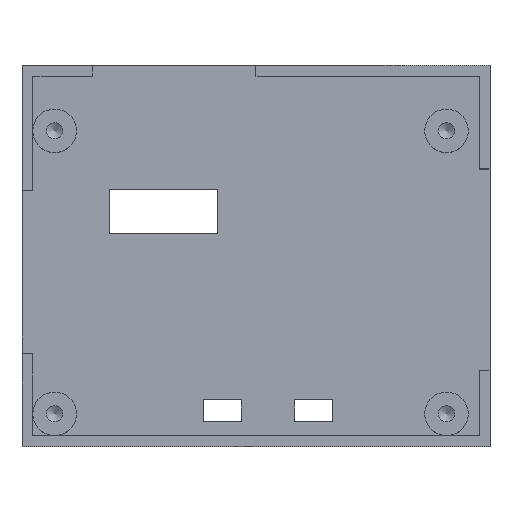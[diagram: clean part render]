
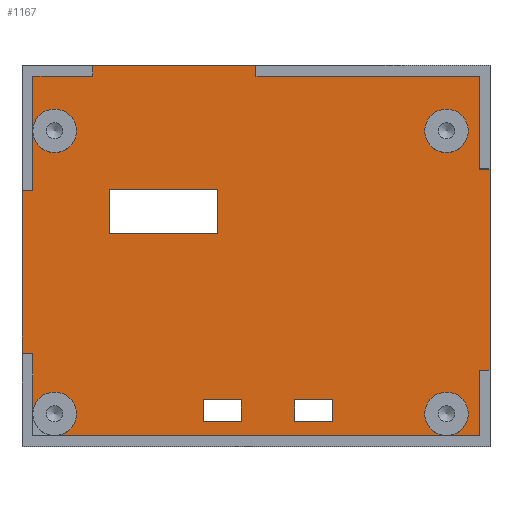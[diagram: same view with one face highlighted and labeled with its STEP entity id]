
A CAD part, top view. The second image highlights one B-rep face of the part: STEP entity #1167.
In plain terms, the highlighted planar face has unit normal (0, 0, 1).
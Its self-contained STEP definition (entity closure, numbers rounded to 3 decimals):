
#22=FACE_BOUND('',#178,.T.);
#23=FACE_BOUND('',#179,.T.);
#24=FACE_BOUND('',#180,.T.);
#25=FACE_BOUND('',#181,.T.);
#55=PLANE('',#1251);
#108=FACE_OUTER_BOUND('',#177,.T.);
#177=EDGE_LOOP('',(#919,#920,#921,#922,#923,#924,#925,#926,#927,#928,#929,
#930,#931,#932,#933,#934,#935,#936,#937,#938,#939,#940,#941));
#178=EDGE_LOOP('',(#942,#943,#944,#945));
#179=EDGE_LOOP('',(#946,#947,#948,#949));
#180=EDGE_LOOP('',(#950,#951,#952,#953));
#181=EDGE_LOOP('',(#954));
#225=CIRCLE('',#1222,2.);
#227=CIRCLE('',#1225,2.);
#228=CIRCLE('',#1252,2.);
#229=CIRCLE('',#1253,2.);
#230=CIRCLE('',#1254,2.);
#231=CIRCLE('',#1255,2.);
#263=LINE('',#1676,#406);
#266=LINE('',#1681,#409);
#288=LINE('',#1727,#431);
#291=LINE('',#1732,#434);
#301=LINE('',#1753,#444);
#304=LINE('',#1758,#447);
#305=LINE('',#1761,#448);
#307=LINE('',#1764,#450);
#308=LINE('',#1767,#451);
#310=LINE('',#1770,#453);
#311=LINE('',#1773,#454);
#313=LINE('',#1776,#456);
#314=LINE('',#1780,#457);
#315=LINE('',#1782,#458);
#316=LINE('',#1784,#459);
#317=LINE('',#1786,#460);
#318=LINE('',#1788,#461);
#319=LINE('',#1790,#462);
#320=LINE('',#1792,#463);
#321=LINE('',#1793,#464);
#322=LINE('',#1796,#465);
#323=LINE('',#1798,#466);
#324=LINE('',#1800,#467);
#325=LINE('',#1802,#468);
#326=LINE('',#1804,#469);
#327=LINE('',#1807,#470);
#328=LINE('',#1810,#471);
#329=LINE('',#1812,#472);
#330=LINE('',#1814,#473);
#331=LINE('',#1815,#474);
#406=VECTOR('',#1349,10.);
#409=VECTOR('',#1354,10.);
#431=VECTOR('',#1388,10.);
#434=VECTOR('',#1393,10.);
#444=VECTOR('',#1413,10.);
#447=VECTOR('',#1418,10.);
#448=VECTOR('',#1421,10.);
#450=VECTOR('',#1425,10.);
#451=VECTOR('',#1428,10.);
#453=VECTOR('',#1432,10.);
#454=VECTOR('',#1435,10.);
#456=VECTOR('',#1439,10.);
#457=VECTOR('',#1442,10.);
#458=VECTOR('',#1443,10.);
#459=VECTOR('',#1444,10.);
#460=VECTOR('',#1445,10.);
#461=VECTOR('',#1446,10.);
#462=VECTOR('',#1447,10.);
#463=VECTOR('',#1448,10.);
#464=VECTOR('',#1449,10.);
#465=VECTOR('',#1452,10.);
#466=VECTOR('',#1453,10.);
#467=VECTOR('',#1454,10.);
#468=VECTOR('',#1455,10.);
#469=VECTOR('',#1456,10.);
#470=VECTOR('',#1459,10.);
#471=VECTOR('',#1462,10.);
#472=VECTOR('',#1463,10.);
#473=VECTOR('',#1464,10.);
#474=VECTOR('',#1465,10.);
#533=VERTEX_POINT('',#1632);
#535=VERTEX_POINT('',#1636);
#537=VERTEX_POINT('',#1641);
#539=VERTEX_POINT('',#1645);
#548=VERTEX_POINT('',#1673);
#549=VERTEX_POINT('',#1675);
#550=VERTEX_POINT('',#1679);
#567=VERTEX_POINT('',#1724);
#568=VERTEX_POINT('',#1726);
#569=VERTEX_POINT('',#1730);
#574=VERTEX_POINT('',#1750);
#575=VERTEX_POINT('',#1752);
#576=VERTEX_POINT('',#1756);
#577=VERTEX_POINT('',#1760);
#578=VERTEX_POINT('',#1766);
#579=VERTEX_POINT('',#1772);
#580=VERTEX_POINT('',#1778);
#581=VERTEX_POINT('',#1779);
#582=VERTEX_POINT('',#1781);
#583=VERTEX_POINT('',#1783);
#584=VERTEX_POINT('',#1785);
#585=VERTEX_POINT('',#1787);
#586=VERTEX_POINT('',#1789);
#587=VERTEX_POINT('',#1791);
#588=VERTEX_POINT('',#1795);
#589=VERTEX_POINT('',#1797);
#590=VERTEX_POINT('',#1799);
#591=VERTEX_POINT('',#1801);
#592=VERTEX_POINT('',#1803);
#593=VERTEX_POINT('',#1805);
#594=VERTEX_POINT('',#1809);
#595=VERTEX_POINT('',#1811);
#596=VERTEX_POINT('',#1813);
#597=VERTEX_POINT('',#1816);
#637=EDGE_CURVE('',#533,#535,#225,.T.);
#641=EDGE_CURVE('',#537,#539,#227,.T.);
#655=EDGE_CURVE('',#549,#548,#263,.T.);
#658=EDGE_CURVE('',#548,#550,#266,.T.);
#680=EDGE_CURVE('',#568,#567,#288,.T.);
#683=EDGE_CURVE('',#567,#569,#291,.T.);
#693=EDGE_CURVE('',#575,#574,#301,.T.);
#696=EDGE_CURVE('',#574,#576,#304,.T.);
#697=EDGE_CURVE('',#577,#575,#305,.T.);
#699=EDGE_CURVE('',#576,#577,#307,.T.);
#700=EDGE_CURVE('',#578,#549,#308,.T.);
#702=EDGE_CURVE('',#550,#578,#310,.T.);
#703=EDGE_CURVE('',#579,#568,#311,.T.);
#705=EDGE_CURVE('',#569,#579,#313,.T.);
#706=EDGE_CURVE('',#580,#581,#314,.T.);
#707=EDGE_CURVE('',#581,#582,#315,.T.);
#708=EDGE_CURVE('',#582,#583,#316,.T.);
#709=EDGE_CURVE('',#583,#584,#317,.T.);
#710=EDGE_CURVE('',#585,#584,#318,.T.);
#711=EDGE_CURVE('',#586,#585,#319,.T.);
#712=EDGE_CURVE('',#586,#587,#320,.T.);
#713=EDGE_CURVE('',#587,#539,#321,.T.);
#714=EDGE_CURVE('',#539,#537,#228,.T.);
#715=EDGE_CURVE('',#539,#588,#322,.T.);
#716=EDGE_CURVE('',#588,#589,#323,.T.);
#717=EDGE_CURVE('',#590,#589,#324,.T.);
#718=EDGE_CURVE('',#591,#590,#325,.T.);
#719=EDGE_CURVE('',#591,#592,#326,.T.);
#720=EDGE_CURVE('',#592,#593,#229,.T.);
#721=EDGE_CURVE('',#593,#535,#327,.T.);
#722=EDGE_CURVE('',#535,#533,#230,.T.);
#723=EDGE_CURVE('',#535,#594,#328,.T.);
#724=EDGE_CURVE('',#594,#595,#329,.T.);
#725=EDGE_CURVE('',#595,#596,#330,.T.);
#726=EDGE_CURVE('',#580,#596,#331,.T.);
#727=EDGE_CURVE('',#597,#597,#231,.T.);
#919=ORIENTED_EDGE('',*,*,#706,.T.);
#920=ORIENTED_EDGE('',*,*,#707,.T.);
#921=ORIENTED_EDGE('',*,*,#708,.T.);
#922=ORIENTED_EDGE('',*,*,#709,.T.);
#923=ORIENTED_EDGE('',*,*,#710,.F.);
#924=ORIENTED_EDGE('',*,*,#711,.F.);
#925=ORIENTED_EDGE('',*,*,#712,.T.);
#926=ORIENTED_EDGE('',*,*,#713,.T.);
#927=ORIENTED_EDGE('',*,*,#714,.T.);
#928=ORIENTED_EDGE('',*,*,#641,.T.);
#929=ORIENTED_EDGE('',*,*,#715,.T.);
#930=ORIENTED_EDGE('',*,*,#716,.T.);
#931=ORIENTED_EDGE('',*,*,#717,.F.);
#932=ORIENTED_EDGE('',*,*,#718,.F.);
#933=ORIENTED_EDGE('',*,*,#719,.T.);
#934=ORIENTED_EDGE('',*,*,#720,.T.);
#935=ORIENTED_EDGE('',*,*,#721,.T.);
#936=ORIENTED_EDGE('',*,*,#722,.T.);
#937=ORIENTED_EDGE('',*,*,#637,.T.);
#938=ORIENTED_EDGE('',*,*,#723,.T.);
#939=ORIENTED_EDGE('',*,*,#724,.T.);
#940=ORIENTED_EDGE('',*,*,#725,.T.);
#941=ORIENTED_EDGE('',*,*,#726,.F.);
#942=ORIENTED_EDGE('',*,*,#696,.T.);
#943=ORIENTED_EDGE('',*,*,#699,.T.);
#944=ORIENTED_EDGE('',*,*,#697,.T.);
#945=ORIENTED_EDGE('',*,*,#693,.T.);
#946=ORIENTED_EDGE('',*,*,#658,.T.);
#947=ORIENTED_EDGE('',*,*,#702,.T.);
#948=ORIENTED_EDGE('',*,*,#700,.T.);
#949=ORIENTED_EDGE('',*,*,#655,.T.);
#950=ORIENTED_EDGE('',*,*,#683,.T.);
#951=ORIENTED_EDGE('',*,*,#705,.T.);
#952=ORIENTED_EDGE('',*,*,#703,.T.);
#953=ORIENTED_EDGE('',*,*,#680,.T.);
#954=ORIENTED_EDGE('',*,*,#727,.T.);
#1167=ADVANCED_FACE('',(#108,#22,#23,#24,#25),#55,.T.);
#1222=AXIS2_PLACEMENT_3D('',#1638,#1316,#1317);
#1225=AXIS2_PLACEMENT_3D('',#1647,#1324,#1325);
#1251=AXIS2_PLACEMENT_3D('',#1777,#1440,#1441);
#1252=AXIS2_PLACEMENT_3D('',#1794,#1450,#1451);
#1253=AXIS2_PLACEMENT_3D('',#1806,#1457,#1458);
#1254=AXIS2_PLACEMENT_3D('',#1808,#1460,#1461);
#1255=AXIS2_PLACEMENT_3D('',#1817,#1466,#1467);
#1316=DIRECTION('center_axis',(0.,0.,-1.));
#1317=DIRECTION('ref_axis',(-1.,0.,0.));
#1324=DIRECTION('center_axis',(0.,0.,-1.));
#1325=DIRECTION('ref_axis',(-1.,0.,0.));
#1349=DIRECTION('',(1.,0.,0.));
#1354=DIRECTION('',(0.,-1.,0.));
#1388=DIRECTION('',(1.,0.,0.));
#1393=DIRECTION('',(0.,-1.,0.));
#1413=DIRECTION('',(1.,0.,0.));
#1418=DIRECTION('',(0.,-1.,0.));
#1421=DIRECTION('',(0.,1.,0.));
#1425=DIRECTION('',(-1.,0.,0.));
#1428=DIRECTION('',(0.,1.,0.));
#1432=DIRECTION('',(-1.,0.,0.));
#1435=DIRECTION('',(0.,1.,0.));
#1439=DIRECTION('',(-1.,0.,0.));
#1440=DIRECTION('center_axis',(0.,0.,1.));
#1441=DIRECTION('ref_axis',(1.,0.,0.));
#1442=DIRECTION('',(-1.,0.,0.));
#1443=DIRECTION('',(0.,1.,0.));
#1444=DIRECTION('',(-1.,0.,0.));
#1445=DIRECTION('',(0.,1.,0.));
#1446=DIRECTION('',(1.,0.,0.));
#1447=DIRECTION('',(0.,1.,0.));
#1448=DIRECTION('',(-1.,0.,0.));
#1449=DIRECTION('',(0.,-1.,0.));
#1450=DIRECTION('center_axis',(0.,0.,-1.));
#1451=DIRECTION('ref_axis',(-1.,0.,0.));
#1452=DIRECTION('',(0.,-1.,0.));
#1453=DIRECTION('',(-1.,0.,0.));
#1454=DIRECTION('',(0.,1.,0.));
#1455=DIRECTION('',(-1.,0.,0.));
#1456=DIRECTION('',(0.,-1.,0.));
#1457=DIRECTION('center_axis',(0.,0.,-1.));
#1458=DIRECTION('ref_axis',(-1.,0.,0.));
#1459=DIRECTION('',(1.,0.,0.));
#1460=DIRECTION('center_axis',(0.,0.,-1.));
#1461=DIRECTION('ref_axis',(-1.,0.,0.));
#1462=DIRECTION('',(1.,0.,0.));
#1463=DIRECTION('',(0.,1.,0.));
#1464=DIRECTION('',(1.,0.,0.));
#1465=DIRECTION('',(0.,-1.,0.));
#1466=DIRECTION('center_axis',(0.,0.,-1.));
#1467=DIRECTION('ref_axis',(-1.,0.,0.));
#1632=CARTESIAN_POINT('',(19.5,-14.5,2.));
#1636=CARTESIAN_POINT('',(17.5,-16.5,2.));
#1638=CARTESIAN_POINT('Origin',(17.5,-14.5,2.));
#1641=CARTESIAN_POINT('',(-16.5,11.5,2.));
#1645=CARTESIAN_POINT('',(-20.5,11.5,2.));
#1647=CARTESIAN_POINT('Origin',(-18.5,11.5,2.));
#1673=CARTESIAN_POINT('',(7.05,-13.2,2.));
#1675=CARTESIAN_POINT('',(3.55,-13.2,2.));
#1676=CARTESIAN_POINT('',(1.775,-13.2,2.));
#1679=CARTESIAN_POINT('',(7.05,-15.2,2.));
#1681=CARTESIAN_POINT('',(7.05,-6.6,2.));
#1724=CARTESIAN_POINT('',(-1.35,-13.2,2.));
#1726=CARTESIAN_POINT('',(-4.85,-13.2,2.));
#1727=CARTESIAN_POINT('',(-2.425,-13.2,2.));
#1730=CARTESIAN_POINT('',(-1.35,-15.2,2.));
#1732=CARTESIAN_POINT('',(-1.35,-6.6,2.));
#1750=CARTESIAN_POINT('',(-3.5,6.1,2.));
#1752=CARTESIAN_POINT('',(-13.5,6.1,2.));
#1753=CARTESIAN_POINT('',(-6.75,6.1,2.));
#1756=CARTESIAN_POINT('',(-3.5,2.1,2.));
#1758=CARTESIAN_POINT('',(-3.5,3.05,2.));
#1760=CARTESIAN_POINT('',(-13.5,2.1,2.));
#1761=CARTESIAN_POINT('',(-13.5,1.05,2.));
#1764=CARTESIAN_POINT('',(-1.75,2.1,2.));
#1766=CARTESIAN_POINT('',(3.55,-15.2,2.));
#1767=CARTESIAN_POINT('',(3.55,-7.6,2.));
#1770=CARTESIAN_POINT('',(3.525,-15.2,2.));
#1772=CARTESIAN_POINT('',(-4.85,-15.2,2.));
#1773=CARTESIAN_POINT('',(-4.85,-7.6,2.));
#1776=CARTESIAN_POINT('',(-0.675,-15.2,2.));
#1777=CARTESIAN_POINT('Origin',(0.,0.,2.));
#1778=CARTESIAN_POINT('',(21.5,8.,2.));
#1779=CARTESIAN_POINT('',(20.5,8.,2.));
#1780=CARTESIAN_POINT('',(10.25,8.,2.));
#1781=CARTESIAN_POINT('',(20.5,16.5,2.));
#1782=CARTESIAN_POINT('',(20.5,8.25,2.));
#1783=CARTESIAN_POINT('',(0.,16.5,2.));
#1784=CARTESIAN_POINT('',(-20.5,16.5,2.));
#1785=CARTESIAN_POINT('',(0.,17.5,2.));
#1786=CARTESIAN_POINT('',(0.,16.5,2.));
#1787=CARTESIAN_POINT('',(-15.,17.5,2.));
#1788=CARTESIAN_POINT('',(10.75,17.5,2.));
#1789=CARTESIAN_POINT('',(-15.,16.5,2.));
#1790=CARTESIAN_POINT('',(-15.,16.5,2.));
#1791=CARTESIAN_POINT('',(-20.5,16.5,2.));
#1792=CARTESIAN_POINT('',(-20.5,16.5,2.));
#1793=CARTESIAN_POINT('',(-20.5,5.75,2.));
#1794=CARTESIAN_POINT('Origin',(-18.5,11.5,2.));
#1795=CARTESIAN_POINT('',(-20.5,6.,2.));
#1796=CARTESIAN_POINT('',(-20.5,-8.25,2.));
#1797=CARTESIAN_POINT('',(-21.5,6.,2.));
#1798=CARTESIAN_POINT('',(-20.5,6.,2.));
#1799=CARTESIAN_POINT('',(-21.5,-9.,2.));
#1800=CARTESIAN_POINT('',(-21.5,11.75,2.));
#1801=CARTESIAN_POINT('',(-20.5,-9.,2.));
#1802=CARTESIAN_POINT('',(-20.5,-9.,2.));
#1803=CARTESIAN_POINT('',(-20.5,-14.5,2.));
#1804=CARTESIAN_POINT('',(-20.5,-8.25,2.));
#1805=CARTESIAN_POINT('',(-18.5,-16.5,2.));
#1806=CARTESIAN_POINT('Origin',(-18.5,-14.5,2.));
#1807=CARTESIAN_POINT('',(-0.75,-16.5,2.));
#1808=CARTESIAN_POINT('Origin',(17.5,-14.5,2.));
#1809=CARTESIAN_POINT('',(20.5,-16.5,2.));
#1810=CARTESIAN_POINT('',(-0.75,-16.5,2.));
#1811=CARTESIAN_POINT('',(20.5,-10.5,2.));
#1812=CARTESIAN_POINT('',(20.5,8.25,2.));
#1813=CARTESIAN_POINT('',(21.5,-10.5,2.));
#1814=CARTESIAN_POINT('',(20.5,-10.5,2.));
#1815=CARTESIAN_POINT('',(21.5,-13.,2.));
#1816=CARTESIAN_POINT('',(19.5,11.5,2.));
#1817=CARTESIAN_POINT('Origin',(17.5,11.5,2.));
